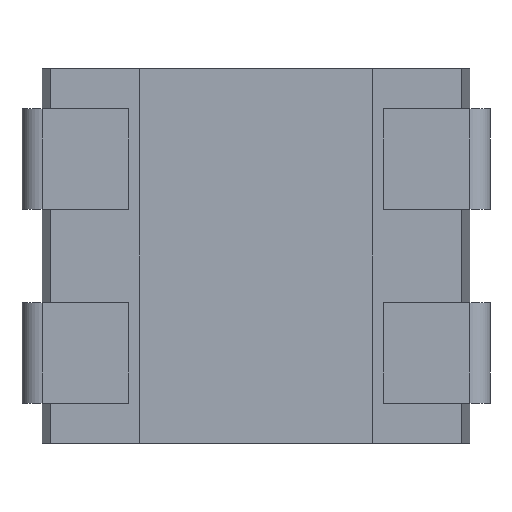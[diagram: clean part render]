
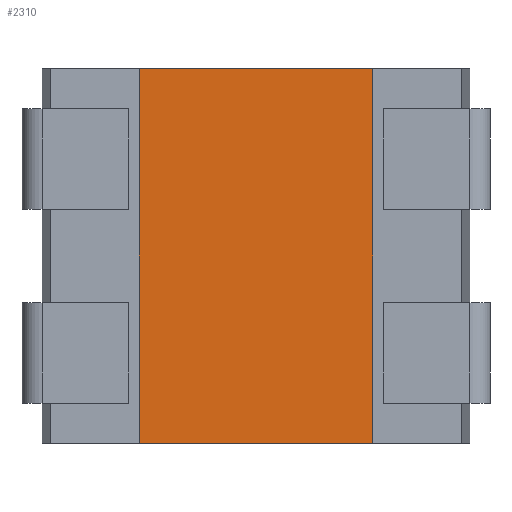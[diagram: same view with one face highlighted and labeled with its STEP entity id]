
A CAD part, front view. The second image highlights one B-rep face of the part: STEP entity #2310.
In plain terms, the highlighted planar face has unit normal (0, -1, 0).
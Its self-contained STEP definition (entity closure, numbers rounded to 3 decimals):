
#2254 = VERTEX_POINT ( 'NONE', #20670 ) ;
#2262 = ORIENTED_EDGE ( 'NONE', *, *, #2263, .F. ) ;
#2263 = EDGE_CURVE ( 'NONE', #2312, #2254, #20706, .T. ) ;
#2269 = ORIENTED_EDGE ( 'NONE', *, *, #21397, .T. ) ;
#2270 = ORIENTED_EDGE ( 'NONE', *, *, #2284, .T. ) ;
#2284 = EDGE_CURVE ( 'NONE', #21251, #2254, #6075, .T. ) ;
#2310 = ADVANCED_FACE ( 'NONE', ( #6094 ), #6139, .T. ) ;
#2311 = EDGE_LOOP ( 'NONE', ( #2262, #2316, #2269, #2270 ) ) ;
#2312 = VERTEX_POINT ( 'NONE', #6133 ) ;
#2316 = ORIENTED_EDGE ( 'NONE', *, *, #2317, .F. ) ;
#2317 = EDGE_CURVE ( 'NONE', #21376, #2312, #6127, .T. ) ;
#6072 = DIRECTION ( 'NONE',  ( 0., 0., -1. ) ) ;
#6073 = VECTOR ( 'NONE', #6072, 1000. ) ;
#6074 = CARTESIAN_POINT ( 'NONE',  ( -0.875, -0.9, 1.4 ) ) ;
#6075 = LINE ( 'NONE', #6074, #6073 ) ;
#6094 = FACE_OUTER_BOUND ( 'NONE', #2311, .T. ) ;
#6124 = DIRECTION ( 'NONE',  ( 0., 0., -1. ) ) ;
#6125 = VECTOR ( 'NONE', #6124, 1000. ) ;
#6126 = CARTESIAN_POINT ( 'NONE',  ( 0.875, -0.9, 1.4 ) ) ;
#6127 = LINE ( 'NONE', #6126, #6125 ) ;
#6133 = CARTESIAN_POINT ( 'NONE',  ( 0.875, -0.9, -1.4 ) ) ;
#6134 = DIRECTION ( 'NONE',  ( 1., 0., 0. ) ) ;
#6135 = DIRECTION ( 'NONE',  ( 0., -1., 0. ) ) ;
#6137 = CARTESIAN_POINT ( 'NONE',  ( -2.997, -0.9, 1.4 ) ) ;
#6138 = AXIS2_PLACEMENT_3D ( 'NONE', #6137, #6135, #6134 ) ;
#6139 = PLANE ( 'NONE',  #6138 ) ;
#13044 = CARTESIAN_POINT ( 'NONE',  ( -0.875, -0.9, 1.4 ) ) ;
#13524 = CARTESIAN_POINT ( 'NONE',  ( 0.875, -0.9, 1.4 ) ) ;
#13625 = DIRECTION ( 'NONE',  ( -1., 0., 0. ) ) ;
#13626 = VECTOR ( 'NONE', #13625, 1000. ) ;
#13627 = CARTESIAN_POINT ( 'NONE',  ( -2.997, -0.9, 1.4 ) ) ;
#13628 = LINE ( 'NONE', #13627, #13626 ) ;
#20670 = CARTESIAN_POINT ( 'NONE',  ( -0.875, -0.9, -1.4 ) ) ;
#20699 = DIRECTION ( 'NONE',  ( -1., 0., 0. ) ) ;
#20700 = VECTOR ( 'NONE', #20699, 1000. ) ;
#20701 = CARTESIAN_POINT ( 'NONE',  ( -2.997, -0.9, -1.4 ) ) ;
#20706 = LINE ( 'NONE', #20701, #20700 ) ;
#21251 = VERTEX_POINT ( 'NONE', #13044 ) ;
#21376 = VERTEX_POINT ( 'NONE', #13524 ) ;
#21397 = EDGE_CURVE ( 'NONE', #21376, #21251, #13628, .T. ) ;
